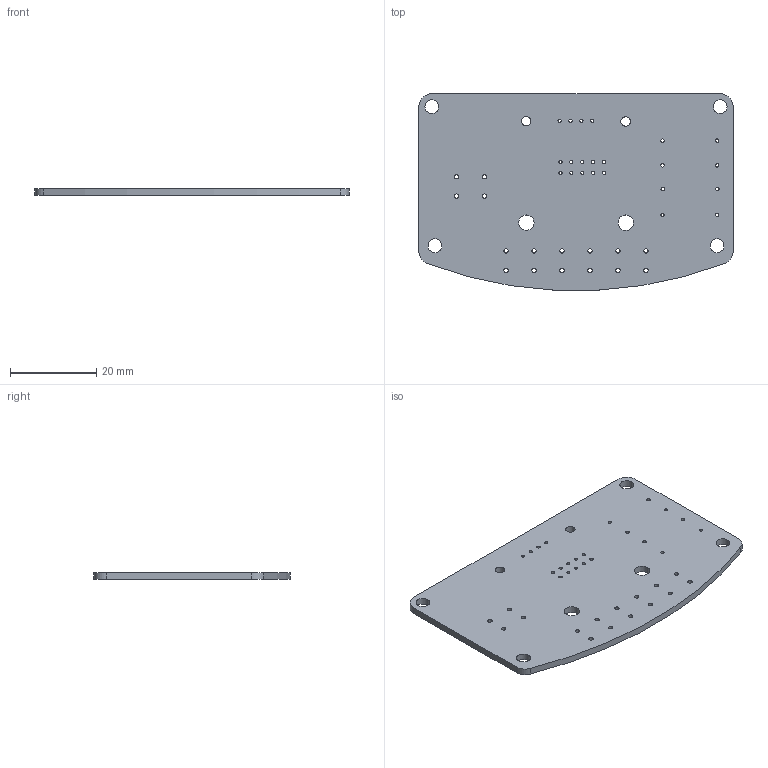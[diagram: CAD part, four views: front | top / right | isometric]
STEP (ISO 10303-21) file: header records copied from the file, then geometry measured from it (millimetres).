
FILE_DESCRIPTION(('KiCad electronic assembly'),'2;1');
FILE_NAME('UI-unit.step','2022-02-04T10:47:10',('Pcbnew'),('Kicad'), 'Open CASCADE STEP processor 7.6','KiCad to STEP converter','Unknown' );
FILE_SCHEMA(('AUTOMOTIVE_DESIGN { 1 0 10303 214 1 1 1 1 }'));
Length unit declared in the file: millimetre
Products named in the file (2): UI-unit 1; UI-unit PCB
Assembly tree (1 placements, depth 2):
  UI-unit 1
    UI-unit PCB
Bounding box: 73.02 x 45.64 x 1.6 mm (x, y, z)
Volume: 4934.7 mm3; surface area: 6811.8 mm2
Topology: 1 solids, 1 shells, 56 faces, 162 edges, 108 vertices
Faces by surface type: cylinder 51, plane 5
Full cylindrical faces by diameter (mm): 0.762 x14, 0.8 x8, 1 x16, 2.2 x1, 2.201 x1, 3.2 x4, 3.58 x1, 3.6 x1
Entity records: 4551 total; most frequent: CARTESIAN_POINT 1264, DIRECTION 602, ORIENTED_EDGE 324, PCURVE 324, DEFINITIONAL_REPRESENTATION 324, LINE 282, VECTOR 282, EDGE_CURVE 162
